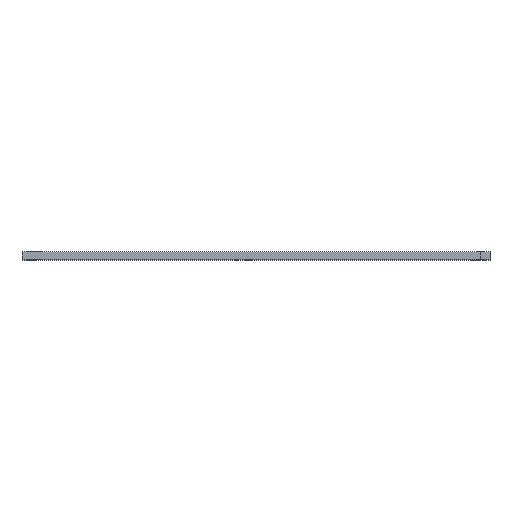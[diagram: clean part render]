
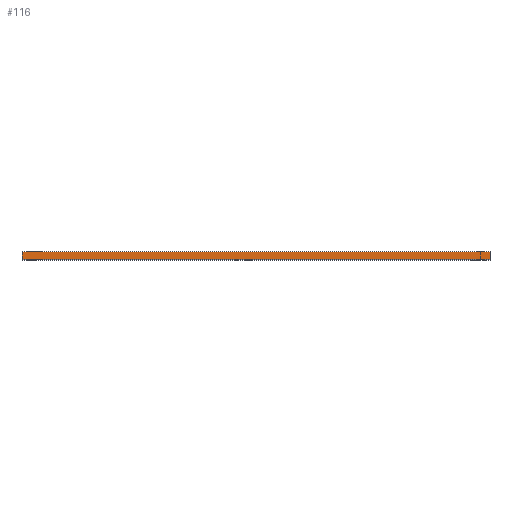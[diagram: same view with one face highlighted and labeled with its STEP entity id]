
A CAD part, top view. The second image highlights one B-rep face of the part: STEP entity #116.
In plain terms, the highlighted planar face has unit normal (0, 0, 1).
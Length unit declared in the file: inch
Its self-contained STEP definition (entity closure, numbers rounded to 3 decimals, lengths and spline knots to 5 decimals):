
#17 = CARTESIAN_POINT ( 'NONE',  ( 0., -0.25, 0. ) ) ;
#48 = LINE ( 'NONE', #568, #154 ) ;
#57 = DIRECTION ( 'NONE',  ( -1., 0., 0. ) ) ;
#91 = ORIENTED_EDGE ( 'NONE', *, *, #147, .F. ) ;
#96 = AXIS2_PLACEMENT_3D ( 'NONE', #17, #602, #821 ) ;
#116 = ADVANCED_FACE ( 'NONE', ( #749 ), #446, .F. ) ;
#139 = EDGE_CURVE ( 'NONE', #435, #932, #656, .T. ) ;
#142 = ORIENTED_EDGE ( 'NONE', *, *, #139, .T. ) ;
#147 = EDGE_CURVE ( 'NONE', #176, #932, #350, .T. ) ;
#154 = VECTOR ( 'NONE', #928, 39.37008 ) ;
#176 = VERTEX_POINT ( 'NONE', #596 ) ;
#177 = EDGE_CURVE ( 'NONE', #415, #176, #366, .T. ) ;
#220 = CARTESIAN_POINT ( 'NONE',  ( 0., 0., 0. ) ) ;
#263 = CARTESIAN_POINT ( 'NONE',  ( 14.875, -0.25, 0. ) ) ;
#285 = EDGE_LOOP ( 'NONE', ( #142, #91, #904, #696 ) ) ;
#291 = DIRECTION ( 'NONE',  ( -1., 0., 0. ) ) ;
#350 = LINE ( 'NONE', #870, #465 ) ;
#366 = LINE ( 'NONE', #886, #716 ) ;
#411 = CARTESIAN_POINT ( 'NONE',  ( 0., 0., 0. ) ) ;
#415 = VERTEX_POINT ( 'NONE', #263 ) ;
#435 = VERTEX_POINT ( 'NONE', #639 ) ;
#446 = PLANE ( 'NONE',  #96 ) ;
#465 = VECTOR ( 'NONE', #645, 39.37008 ) ;
#568 = CARTESIAN_POINT ( 'NONE',  ( 14.875, -0.25, 0. ) ) ;
#596 = CARTESIAN_POINT ( 'NONE',  ( 0., -0.25, 0. ) ) ;
#602 = DIRECTION ( 'NONE',  ( 0., 0., -1. ) ) ;
#639 = CARTESIAN_POINT ( 'NONE',  ( 14.875, 0., 0. ) ) ;
#645 = DIRECTION ( 'NONE',  ( 0., 1., 0. ) ) ;
#656 = LINE ( 'NONE', #220, #930 ) ;
#696 = ORIENTED_EDGE ( 'NONE', *, *, #916, .T. ) ;
#716 = VECTOR ( 'NONE', #291, 39.37008 ) ;
#749 = FACE_OUTER_BOUND ( 'NONE', #285, .T. ) ;
#821 = DIRECTION ( 'NONE',  ( -1., 0., 0. ) ) ;
#870 = CARTESIAN_POINT ( 'NONE',  ( 0., -0.25, 0. ) ) ;
#886 = CARTESIAN_POINT ( 'NONE',  ( 0., -0.25, 0. ) ) ;
#904 = ORIENTED_EDGE ( 'NONE', *, *, #177, .F. ) ;
#916 = EDGE_CURVE ( 'NONE', #415, #435, #48, .T. ) ;
#928 = DIRECTION ( 'NONE',  ( 0., 1., 0. ) ) ;
#930 = VECTOR ( 'NONE', #57, 39.37008 ) ;
#932 = VERTEX_POINT ( 'NONE', #411 ) ;
